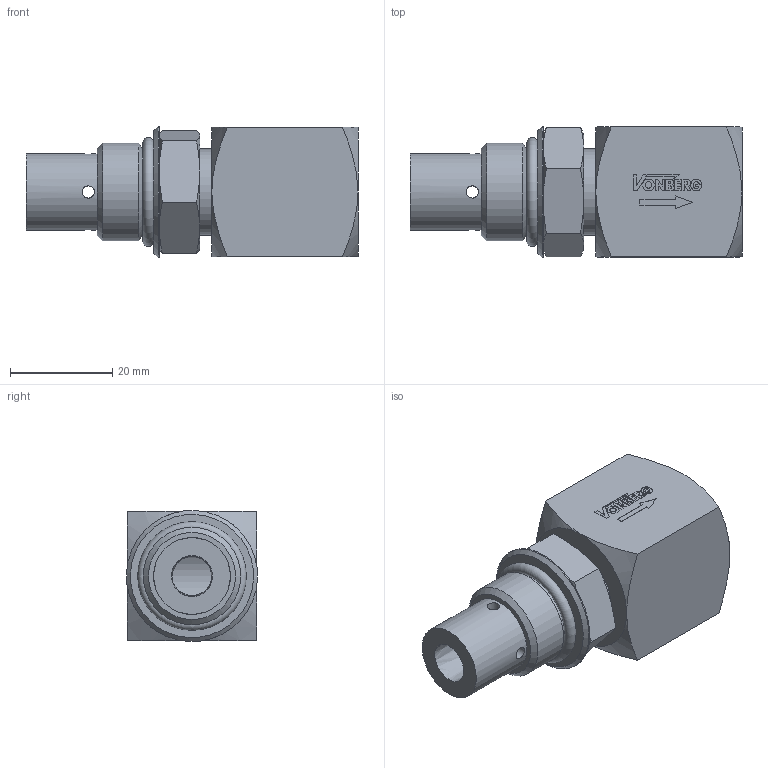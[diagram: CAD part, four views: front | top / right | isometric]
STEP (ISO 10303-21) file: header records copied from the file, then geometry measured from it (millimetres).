
FILE_DESCRIPTION((''),'2;1');
FILE_NAME('8403.stp','2015-02-17T15:21:05',('jml'),(''),'Autodesk Inventor 2010','Autodesk Inventor 2010','');
FILE_SCHEMA(('AUTOMOTIVE_DESIGN { 1 0 10303 214 1 1 1 1 }'));
Length unit declared in the file: inch
Products named in the file (5): 8303 (LevelofDetail1); 221248; 908 O-RING; 990237; 990238
Assembly tree (4 placements, depth 2):
  8303 (LevelofDetail1)
    221248
    908 O-RING
    990237
    990238
Bounding box: 64.9 x 25.63 x 25.63 mm (x, y, z)
Volume: 23206.7 mm3; surface area: 10545.7 mm2
Topology: 4 solids, 4 shells, 162 faces, 414 edges, 271 vertices
Faces by surface type: plane 101, cone 28, cylinder 26, bspline 6, torus 1
Full cylindrical faces by diameter (mm): 1.253 x1, 2.388 x4, 13.494 x1, 14.986 x1, 16.815 x2, 19.05 x2, 25.654 x1
Entity records: 5220 total; most frequent: CARTESIAN_POINT 1277, ORIENTED_EDGE 752, DIRECTION 734, EDGE_CURVE 376, VERTEX_POINT 259, VECTOR 248, LINE 248, AXIS2_PLACEMENT_3D 243
